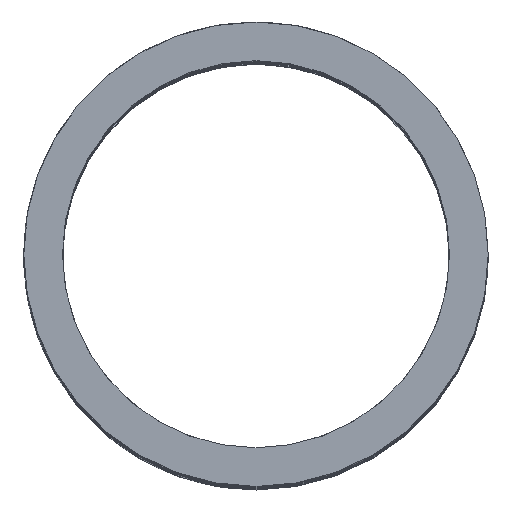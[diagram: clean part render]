
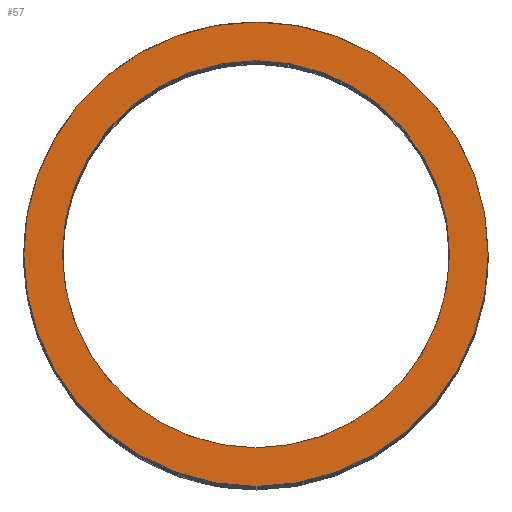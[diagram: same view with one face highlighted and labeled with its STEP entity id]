
A CAD part, top view. The second image highlights one B-rep face of the part: STEP entity #57.
In plain terms, the highlighted planar face has unit normal (0, 0, 1).
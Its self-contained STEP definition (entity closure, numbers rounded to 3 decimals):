
#57=ADVANCED_FACE('',(#1664,#1666),#1668,.F.);
#1664=FACE_BOUND('',#1665,.T.);
#1665=EDGE_LOOP('',(#2148));
#1666=FACE_BOUND('',#1667,.T.);
#1667=EDGE_LOOP('',(#2149));
#1668=PLANE('',#1669);
#1669=AXIS2_PLACEMENT_3D('',#1670,#1671,#1672);
#1670=CARTESIAN_POINT('',(0.,0.,105.));
#1671=DIRECTION('',(0.,0.,-1.));
#1672=DIRECTION('',(0.,-1.,0.));
#2148=ORIENTED_EDGE('',*,*,#2280,.F.);
#2149=ORIENTED_EDGE('',*,*,#2281,.T.);
#2280=EDGE_CURVE('',#2390,#2390,#2391,.T.);
#2281=EDGE_CURVE('',#2392,#2392,#2393,.T.);
#2390=VERTEX_POINT('',#3786);
#2391=CIRCLE('',#3787,12.);
#2392=VERTEX_POINT('',#3791);
#2393=CIRCLE('',#3792,10.);
#3786=CARTESIAN_POINT('',(0.,-12.,105.));
#3787=AXIS2_PLACEMENT_3D('',#3788,#3789,#3790);
#3788=CARTESIAN_POINT('',(0.,0.,105.));
#3789=DIRECTION('',(0.,0.,-1.));
#3790=DIRECTION('',(0.,-1.,0.));
#3791=CARTESIAN_POINT('',(0.,-10.,105.));
#3792=AXIS2_PLACEMENT_3D('',#3793,#3794,#3795);
#3793=CARTESIAN_POINT('',(0.,0.,105.));
#3794=DIRECTION('',(0.,0.,-1.));
#3795=DIRECTION('',(0.,-1.,0.));
